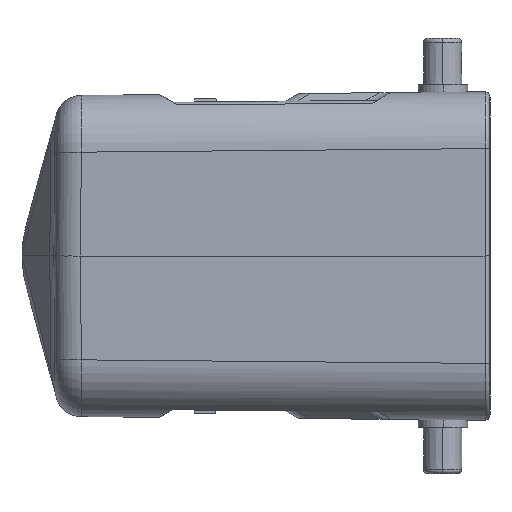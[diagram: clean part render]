
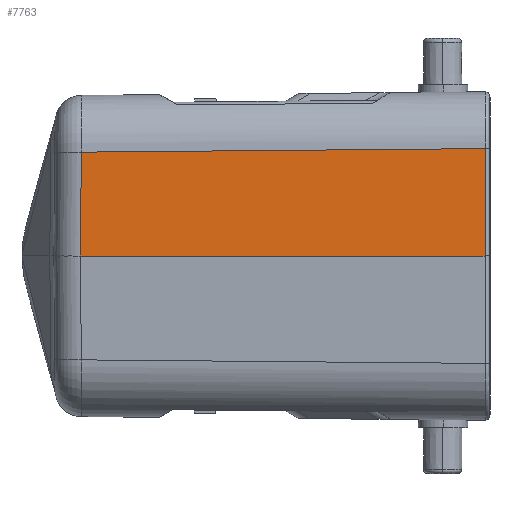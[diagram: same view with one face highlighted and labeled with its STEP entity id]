
A CAD part, left-side view. The second image highlights one B-rep face of the part: STEP entity #7763.
In plain terms, the highlighted planar face has unit normal (-1, 0.009, 0.009).
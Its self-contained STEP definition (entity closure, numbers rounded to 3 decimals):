
#572=CARTESIAN_POINT('',(-36.373,70.504,14.061));
#704=DIRECTION('',(0.009,0.,1.));
#705=VECTOR('',#704,14.062);
#706=CARTESIAN_POINT('',(-36.496,70.504,
0.));
#707=LINE('',#706,#705);
#716=CARTESIAN_POINT('',(-36.496,70.504,
0.));
#717=CARTESIAN_POINT('',(-36.494,70.672,
0.));
#718=CARTESIAN_POINT('',(-36.493,70.841,
-0.001));
#719=CARTESIAN_POINT('',(-36.491,71.009,
-0.001));
#721=DIRECTION('',(0.009,1.,0.));
#722=VECTOR('',#721,52.524);
#723=CARTESIAN_POINT('',(-36.491,71.009,
-0.001));
#724=LINE('',#723,#722);
#725=DIRECTION('',(0.009,-0.009,1.));
#726=VECTOR('',#725,13.601);
#727=CARTESIAN_POINT('',(-36.033,123.531,
0.));
#728=LINE('',#727,#726);
#729=DIRECTION('',(-0.009,-1.,0.009));
#730=VECTOR('',#729,52.912);
#731=CARTESIAN_POINT('',(-35.915,123.412,13.6));
#732=LINE('',#731,#730);
#1718=CARTESIAN_POINT('',(-36.033,123.531,
0.));
#5864=VERTEX_POINT('',#572);
#5865=CARTESIAN_POINT('',(-35.915,123.412,13.6));
#5866=VERTEX_POINT('',#5865);
#6445=VERTEX_POINT('',#1718);
#6449=CARTESIAN_POINT('',(-36.496,70.504,
0.));
#6451=VERTEX_POINT('',#6449);
#6452=CARTESIAN_POINT('',(-36.491,71.009,
-0.001));
#6453=VERTEX_POINT('',#6452);
#7748=CARTESIAN_POINT('',(-36.302,70.,22.725));
#7749=DIRECTION('',(-1.,0.009,0.009));
#7750=DIRECTION('',(-0.009,0.,-1.));
#7751=AXIS2_PLACEMENT_3D('',#7748,#7749,#7750);
#7752=PLANE('',#7751);
#7753=ORIENTED_EDGE('',*,*,#7739,.F.);
#7755=ORIENTED_EDGE('',*,*,#7754,.T.);
#7757=ORIENTED_EDGE('',*,*,#7756,.T.);
#7759=ORIENTED_EDGE('',*,*,#7758,.T.);
#7760=ORIENTED_EDGE('',*,*,#7658,.T.);
#7761=EDGE_LOOP('',(#7753,#7755,#7757,#7759,#7760));
#7762=FACE_OUTER_BOUND('',#7761,.F.);
#720=B_SPLINE_CURVE_WITH_KNOTS('',3,(#716,#717,#718,#719),.UNSPECIFIED.,.F.,.F.,
(4,4),(0.,1.),.UNSPECIFIED.);
#7658=EDGE_CURVE('',#5866,#5864,#732,.T.);
#7739=EDGE_CURVE('',#6451,#5864,#707,.T.);
#7754=EDGE_CURVE('',#6451,#6453,#720,.T.);
#7756=EDGE_CURVE('',#6453,#6445,#724,.T.);
#7758=EDGE_CURVE('',#6445,#5866,#728,.T.);
#7763=ADVANCED_FACE('',(#7762),#7752,.T.);
